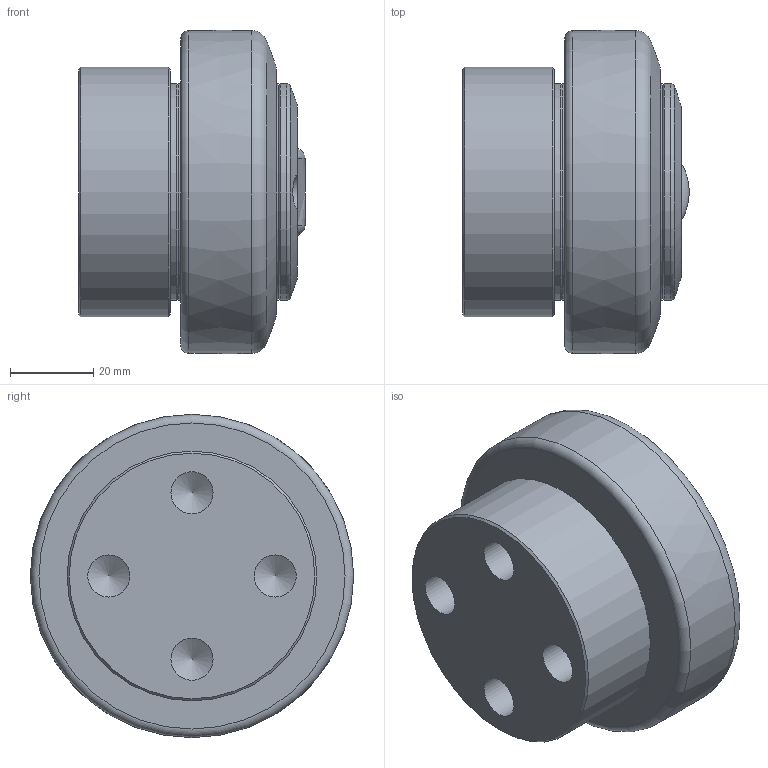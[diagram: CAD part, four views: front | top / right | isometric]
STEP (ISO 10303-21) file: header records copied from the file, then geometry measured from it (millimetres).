
FILE_DESCRIPTION(/* description */ ('-','CAx-IF Rec.Pracs.---Representation and Presentation of Product Manufacturing Information (PMI)---4.0---2014-10-13'),/* implementation_level */ '2;1');
FILE_NAME(/* name */ '4da1020d-33f1-41f2-bdd6-2ff978b149fa.stp',/* time_stamp */ '2020-04-01T16:33:07+02:00',/* author */ ('-'),/* organization */ ('NTI CADcenter A/S'),/* preprocessor_version */ 'ST-DEVELOPER v18',/* originating_system */ 'Autodesk Inventor 2020',/* authorisation */ '-');
FILE_SCHEMA (('AP242_MANAGED_MODEL_BASED_3D_ENGINEERING_MIM_LF { 1 0 10303 442 1 1 4 }'));
Length unit declared in the file: millimetre
Products named in the file (1): TR 080.4300_Kontur
Bounding box: 54.5 x 77.69 x 77.7 mm (x, y, z)
Volume: 175477.8 mm3; surface area: 25945.2 mm2
Topology: 1 solids, 1 shells, 98 faces, 276 edges, 188 vertices
Faces by surface type: plane 41, cylinder 32, cone 16, torus 7, bspline 2
Full cylindrical faces by diameter (mm): 4 x2, 4.5 x2, 8 x2, 8.6 x2, 10.106 x4, 46.2 x1, 52 x4, 60 x1
Entity records: 3383 total; most frequent: CARTESIAN_POINT 671, DIRECTION 592, ORIENTED_EDGE 544, EDGE_CURVE 272, AXIS2_PLACEMENT_3D 231, VERTEX_POINT 188, LINE 130, VECTOR 130
